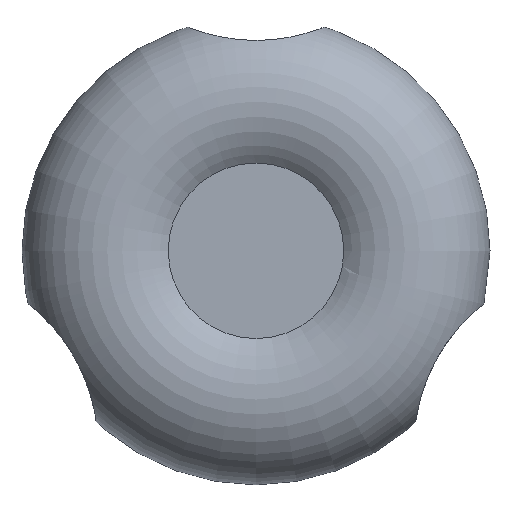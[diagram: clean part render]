
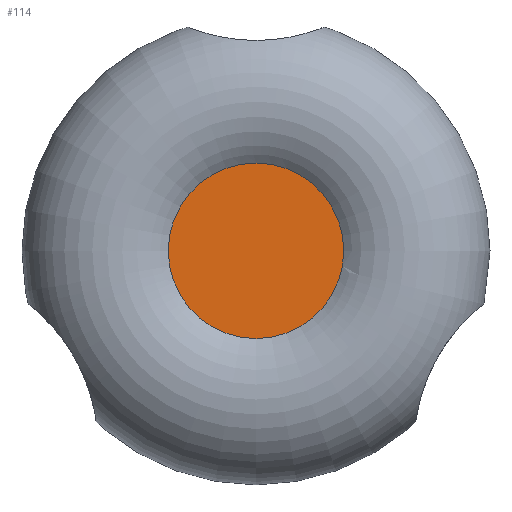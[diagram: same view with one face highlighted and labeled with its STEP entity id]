
A CAD part, top view. The second image highlights one B-rep face of the part: STEP entity #114.
In plain terms, the highlighted planar face has unit normal (0, 0, 1).
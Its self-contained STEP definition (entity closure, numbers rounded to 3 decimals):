
#114 = ADVANCED_FACE( '', ( #292 ), #293, .F. );
#292 = FACE_OUTER_BOUND( '', #552, .T. );
#293 = PLANE( '', #553 );
#552 = EDGE_LOOP( '', ( #836 ) );
#553 = AXIS2_PLACEMENT_3D( '', #837, #838, #839 );
#836 = ORIENTED_EDGE( '', *, *, #1508, .T. );
#837 = CARTESIAN_POINT( '', ( 0., 7.5, 26.088 ) );
#838 = DIRECTION( '', ( 0., 0., -1. ) );
#839 = DIRECTION( '', ( -1., 0., 0. ) );
#1508 = EDGE_CURVE( '', #1802, #1802, #1803, .T. );
#1802 = VERTEX_POINT( '', #2343 );
#1803 = CIRCLE( '', #2344, 7.5 );
#2343 = CARTESIAN_POINT( '', ( 7.5, 0., 26.088 ) );
#2344 = AXIS2_PLACEMENT_3D( '', #3294, #3295, #3296 );
#3294 = CARTESIAN_POINT( '', ( 0., 0., 26.088 ) );
#3295 = DIRECTION( '', ( 0., 0., 1. ) );
#3296 = DIRECTION( '', ( 1., 0., 0. ) );
